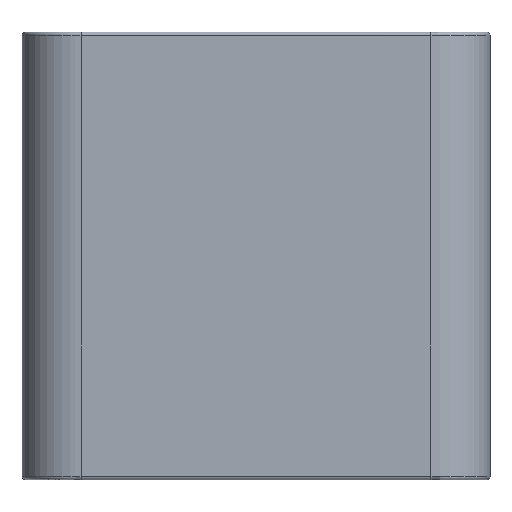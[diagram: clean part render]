
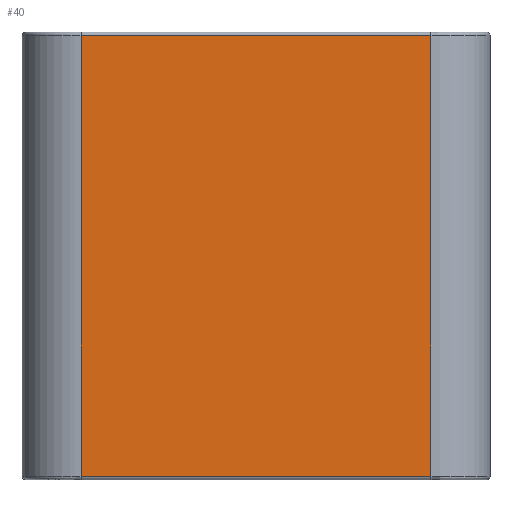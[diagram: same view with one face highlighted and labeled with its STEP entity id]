
A CAD part, top view. The second image highlights one B-rep face of the part: STEP entity #40.
In plain terms, the highlighted free-form (B-spline) face has degree [2, 1] with [3, 2] control points.
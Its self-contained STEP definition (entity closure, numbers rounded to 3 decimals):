
#40=ADVANCED_FACE('',(#174),#1762,.T.);
#174=FACE_OUTER_BOUND('',#308,.T.);
#308=EDGE_LOOP('',(#510,#511,#512,#513));
#510=ORIENTED_EDGE('',*,*,#1126,.T.);
#511=ORIENTED_EDGE('',*,*,#1016,.T.);
#512=ORIENTED_EDGE('',*,*,#1127,.F.);
#513=ORIENTED_EDGE('',*,*,#1015,.F.);
#1015=EDGE_CURVE('',#1602,#1603,#1347,.T.);
#1016=EDGE_CURVE('',#1604,#1605,#1348,.T.);
#1126=EDGE_CURVE('',#1602,#1604,#1418,.T.);
#1127=EDGE_CURVE('',#1603,#1605,#1419,.T.);
#1347=(
BOUNDED_CURVE()
B_SPLINE_CURVE(1,(#3082,#3083),.UNSPECIFIED.,.F.,.F.)
B_SPLINE_CURVE_WITH_KNOTS((2,2),(0.05,6.55),.UNSPECIFIED.)
CURVE()
GEOMETRIC_REPRESENTATION_ITEM()
RATIONAL_B_SPLINE_CURVE((1.,1.))
REPRESENTATION_ITEM('')
);
#1348=(
BOUNDED_CURVE()
B_SPLINE_CURVE(1,(#3084,#3085),.UNSPECIFIED.,.F.,.F.)
B_SPLINE_CURVE_WITH_KNOTS((2,2),(0.05,6.55),.UNSPECIFIED.)
CURVE()
GEOMETRIC_REPRESENTATION_ITEM()
RATIONAL_B_SPLINE_CURVE((1.,1.))
REPRESENTATION_ITEM('')
);
#1418=(
BOUNDED_CURVE()
B_SPLINE_CURVE(1,(#3332,#3333),.UNSPECIFIED.,.F.,.F.)
B_SPLINE_CURVE_WITH_KNOTS((2,2),(0.,5.16),
 .UNSPECIFIED.)
CURVE()
GEOMETRIC_REPRESENTATION_ITEM()
RATIONAL_B_SPLINE_CURVE((1.,1.))
REPRESENTATION_ITEM('')
);
#1419=(
BOUNDED_CURVE()
B_SPLINE_CURVE(1,(#3334,#3335),.UNSPECIFIED.,.F.,.F.)
B_SPLINE_CURVE_WITH_KNOTS((2,2),(0.,5.16),.UNSPECIFIED.)
CURVE()
GEOMETRIC_REPRESENTATION_ITEM()
RATIONAL_B_SPLINE_CURVE((1.,1.))
REPRESENTATION_ITEM('')
);
#1602=VERTEX_POINT('',#2918);
#1603=VERTEX_POINT('',#2919);
#1604=VERTEX_POINT('',#2920);
#1605=VERTEX_POINT('',#2921);
#1762=(
BOUNDED_SURFACE()
B_SPLINE_SURFACE(2,1,((#1928,#1929),(#1930,#1931),(#1932,#1933)),
 .UNSPECIFIED.,.F.,.F.,.F.)
B_SPLINE_SURFACE_WITH_KNOTS((3,3),(2,2),(-15.68,-10.52),
(0.,6.6),.UNSPECIFIED.)
GEOMETRIC_REPRESENTATION_ITEM()
RATIONAL_B_SPLINE_SURFACE(((1.,1.),(1.,1.),(1.,1.)))
REPRESENTATION_ITEM('')
SURFACE()
);
#1928=CARTESIAN_POINT('',(-2.58,-3.3,3.));
#1929=CARTESIAN_POINT('',(-2.58,3.3,3.));
#1930=CARTESIAN_POINT('',(0.,-3.3,3.));
#1931=CARTESIAN_POINT('',(0.,3.3,3.));
#1932=CARTESIAN_POINT('',(2.58,-3.3,3.));
#1933=CARTESIAN_POINT('',(2.58,3.3,3.));
#2918=CARTESIAN_POINT('',(-2.58,-3.25,3.));
#2919=CARTESIAN_POINT('',(-2.58,3.25,3.));
#2920=CARTESIAN_POINT('',(2.58,-3.25,3.));
#2921=CARTESIAN_POINT('',(2.58,3.25,3.));
#3082=CARTESIAN_POINT('',(-2.58,-3.25,3.));
#3083=CARTESIAN_POINT('',(-2.58,3.25,3.));
#3084=CARTESIAN_POINT('',(2.58,-3.25,3.));
#3085=CARTESIAN_POINT('',(2.58,3.25,3.));
#3332=CARTESIAN_POINT('',(-2.58,-3.25,3.));
#3333=CARTESIAN_POINT('',(2.58,-3.25,3.));
#3334=CARTESIAN_POINT('',(-2.58,3.25,3.));
#3335=CARTESIAN_POINT('',(2.58,3.25,3.));
